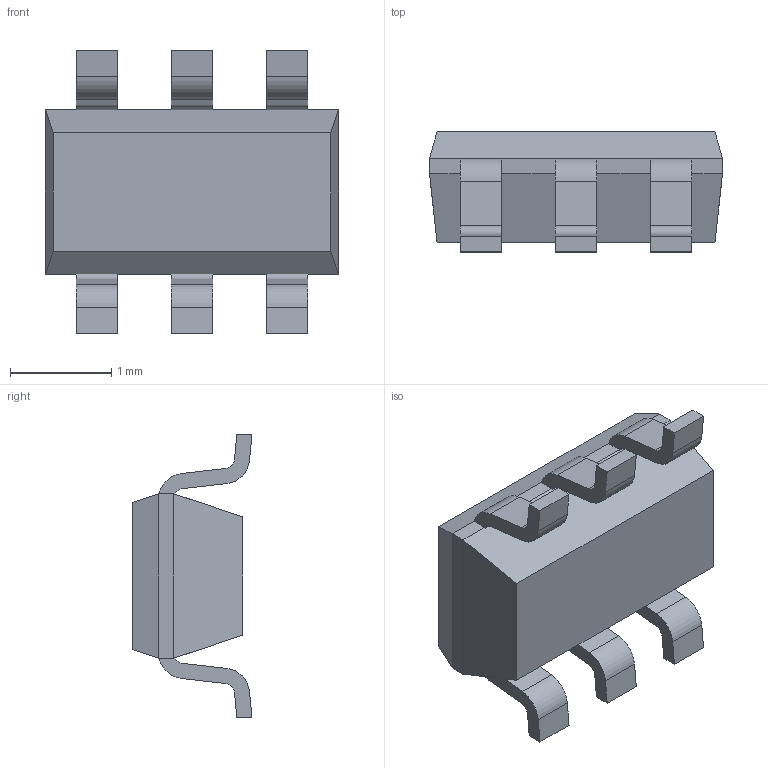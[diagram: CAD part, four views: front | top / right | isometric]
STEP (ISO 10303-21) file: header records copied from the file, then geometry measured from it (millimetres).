
FILE_DESCRIPTION(('STEP AP242'),'1');
FILE_NAME('usblc6-2sc6y.stp','2020-03-13T07:47:50',('TraceParts'),('TraceParts S.A.'),'Spatial InterOp 3D',' ',' ');
FILE_SCHEMA(('AP242_MANAGED_MODEL_BASED_3D_ENGINEERING_MIM_LF {1 0 10303 442 1 1 4}'));
Length unit declared in the file: millimetre
Products named in the file (1): usblc6-2sc6y
Bounding box: 2.9 x 1.19 x 2.8 mm (x, y, z)
Volume: 4.9 mm3; surface area: 24.5 mm2
Topology: 1 solids, 1 shells, 80 faces, 226 edges, 148 vertices
Faces by surface type: plane 56, cylinder 24
Entity records: 3230 total; most frequent: CARTESIAN_POINT 455, ORIENTED_EDGE 452, DIRECTION 436, EDGE_CURVE 226, LINE 178, VECTOR 178, VERTEX_POINT 148, AXIS2_PLACEMENT_3D 129
